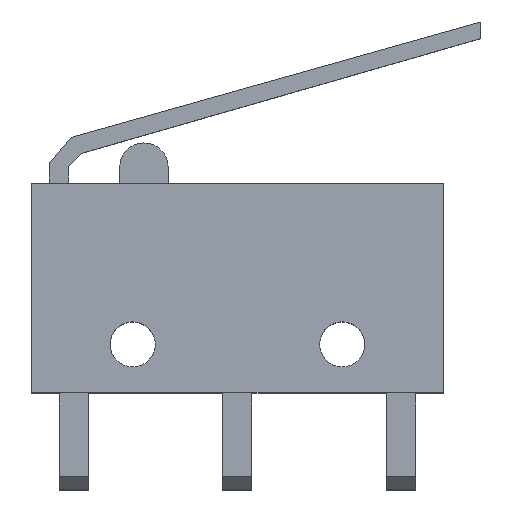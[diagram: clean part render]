
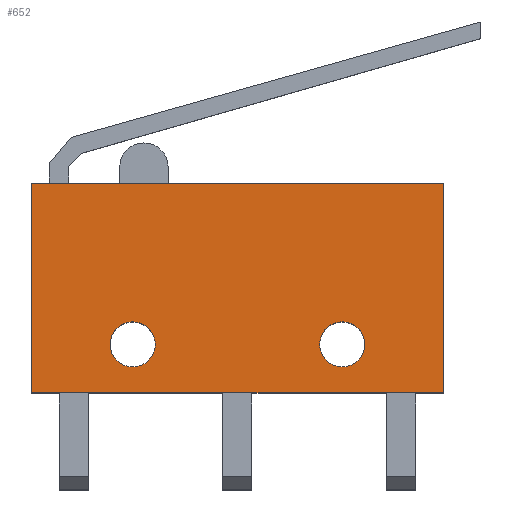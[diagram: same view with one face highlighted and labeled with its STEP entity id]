
A CAD part, top view. The second image highlights one B-rep face of the part: STEP entity #652.
In plain terms, the highlighted planar face has unit normal (0, 0, 1).
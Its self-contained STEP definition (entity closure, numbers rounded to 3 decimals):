
#218 = VERTEX_POINT('',#219);
#219 = CARTESIAN_POINT('',(0.,6.5,2.9));
#225 = EDGE_CURVE('',#218,#226,#228,.T.);
#226 = VERTEX_POINT('',#227);
#227 = CARTESIAN_POINT('',(0.,0.,2.9));
#228 = LINE('',#229,#230);
#229 = CARTESIAN_POINT('',(0.,6.5,2.9));
#230 = VECTOR('',#231,1.);
#231 = DIRECTION('',(0.,-1.,0.));
#380 = VERTEX_POINT('',#381);
#381 = CARTESIAN_POINT('',(12.8,0.,2.9));
#387 = EDGE_CURVE('',#380,#388,#390,.T.);
#388 = VERTEX_POINT('',#389);
#389 = CARTESIAN_POINT('',(12.8,6.5,2.9));
#390 = LINE('',#391,#392);
#391 = CARTESIAN_POINT('',(12.8,0.,2.9));
#392 = VECTOR('',#393,1.);
#393 = DIRECTION('',(0.,1.,0.));
#411 = EDGE_CURVE('',#388,#218,#412,.T.);
#412 = LINE('',#413,#414);
#413 = CARTESIAN_POINT('',(12.8,6.5,2.9));
#414 = VECTOR('',#415,1.);
#415 = DIRECTION('',(-1.,0.,0.));
#496 = VERTEX_POINT('',#497);
#497 = CARTESIAN_POINT('',(3.85,1.5,2.9));
#503 = EDGE_CURVE('',#496,#496,#504,.T.);
#504 = CIRCLE('',#505,0.7);
#505 = AXIS2_PLACEMENT_3D('',#506,#507,#508);
#506 = CARTESIAN_POINT('',(3.15,1.5,2.9));
#507 = DIRECTION('',(0.,0.,1.));
#508 = DIRECTION('',(1.,0.,0.));
#521 = VERTEX_POINT('',#522);
#522 = CARTESIAN_POINT('',(10.35,1.5,2.9));
#528 = EDGE_CURVE('',#521,#521,#529,.T.);
#529 = CIRCLE('',#530,0.7);
#530 = AXIS2_PLACEMENT_3D('',#531,#532,#533);
#531 = CARTESIAN_POINT('',(9.65,1.5,2.9));
#532 = DIRECTION('',(0.,0.,1.));
#533 = DIRECTION('',(1.,0.,0.));
#578 = EDGE_CURVE('',#226,#579,#581,.T.);
#579 = VERTEX_POINT('',#580);
#580 = CARTESIAN_POINT('',(0.87,0.,2.9));
#581 = LINE('',#582,#583);
#582 = CARTESIAN_POINT('',(0.,0.,2.9));
#583 = VECTOR('',#584,1.);
#584 = DIRECTION('',(1.,0.,0.));
#652 = ADVANCED_FACE('',(#653,#705,#708),#711,.T.);
#653 = FACE_BOUND('',#654,.T.);
#654 = EDGE_LOOP('',(#655,#656,#664,#672,#680,#688,#696,#702,#703,#704)
  );
#655 = ORIENTED_EDGE('',*,*,#578,.T.);
#656 = ORIENTED_EDGE('',*,*,#657,.T.);
#657 = EDGE_CURVE('',#579,#658,#660,.T.);
#658 = VERTEX_POINT('',#659);
#659 = CARTESIAN_POINT('',(1.77,0.,2.9));
#660 = LINE('',#661,#662);
#661 = CARTESIAN_POINT('',(0.,0.,2.9));
#662 = VECTOR('',#663,1.);
#663 = DIRECTION('',(1.,0.,0.));
#664 = ORIENTED_EDGE('',*,*,#665,.T.);
#665 = EDGE_CURVE('',#658,#666,#668,.T.);
#666 = VERTEX_POINT('',#667);
#667 = CARTESIAN_POINT('',(5.95,0.,2.9));
#668 = LINE('',#669,#670);
#669 = CARTESIAN_POINT('',(0.,0.,2.9));
#670 = VECTOR('',#671,1.);
#671 = DIRECTION('',(1.,0.,0.));
#672 = ORIENTED_EDGE('',*,*,#673,.T.);
#673 = EDGE_CURVE('',#666,#674,#676,.T.);
#674 = VERTEX_POINT('',#675);
#675 = CARTESIAN_POINT('',(6.85,0.,2.9));
#676 = LINE('',#677,#678);
#677 = CARTESIAN_POINT('',(0.,0.,2.9));
#678 = VECTOR('',#679,1.);
#679 = DIRECTION('',(1.,0.,0.));
#680 = ORIENTED_EDGE('',*,*,#681,.T.);
#681 = EDGE_CURVE('',#674,#682,#684,.T.);
#682 = VERTEX_POINT('',#683);
#683 = CARTESIAN_POINT('',(11.03,0.,2.9));
#684 = LINE('',#685,#686);
#685 = CARTESIAN_POINT('',(0.,0.,2.9));
#686 = VECTOR('',#687,1.);
#687 = DIRECTION('',(1.,0.,0.));
#688 = ORIENTED_EDGE('',*,*,#689,.T.);
#689 = EDGE_CURVE('',#682,#690,#692,.T.);
#690 = VERTEX_POINT('',#691);
#691 = CARTESIAN_POINT('',(11.93,0.,2.9));
#692 = LINE('',#693,#694);
#693 = CARTESIAN_POINT('',(0.,0.,2.9));
#694 = VECTOR('',#695,1.);
#695 = DIRECTION('',(1.,0.,0.));
#696 = ORIENTED_EDGE('',*,*,#697,.T.);
#697 = EDGE_CURVE('',#690,#380,#698,.T.);
#698 = LINE('',#699,#700);
#699 = CARTESIAN_POINT('',(0.,0.,2.9));
#700 = VECTOR('',#701,1.);
#701 = DIRECTION('',(1.,0.,0.));
#702 = ORIENTED_EDGE('',*,*,#387,.T.);
#703 = ORIENTED_EDGE('',*,*,#411,.T.);
#704 = ORIENTED_EDGE('',*,*,#225,.T.);
#705 = FACE_BOUND('',#706,.F.);
#706 = EDGE_LOOP('',(#707));
#707 = ORIENTED_EDGE('',*,*,#503,.T.);
#708 = FACE_BOUND('',#709,.F.);
#709 = EDGE_LOOP('',(#710));
#710 = ORIENTED_EDGE('',*,*,#528,.T.);
#711 = PLANE('',#712);
#712 = AXIS2_PLACEMENT_3D('',#713,#714,#715);
#713 = CARTESIAN_POINT('',(6.4,2.972,2.9));
#714 = DIRECTION('',(0.,0.,1.));
#715 = DIRECTION('',(1.,0.,0.));
